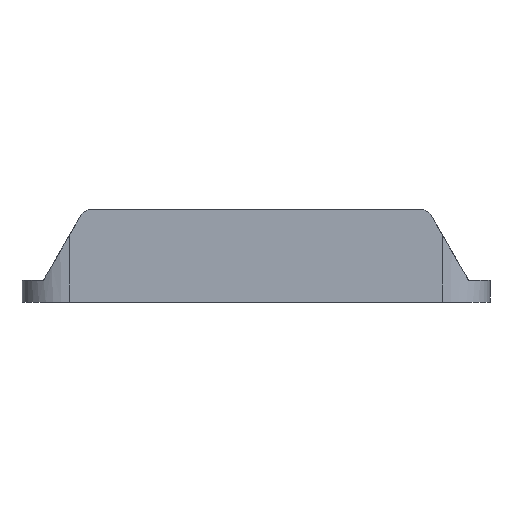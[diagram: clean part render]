
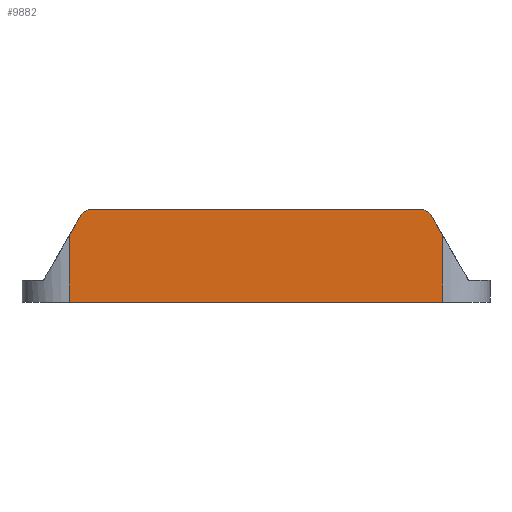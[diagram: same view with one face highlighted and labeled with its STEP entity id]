
A CAD part, left-side view. The second image highlights one B-rep face of the part: STEP entity #9882.
In plain terms, the highlighted planar face has unit normal (-1, 0, 0).
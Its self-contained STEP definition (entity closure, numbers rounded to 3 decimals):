
#314=CIRCLE('',#10398,1.);
#317=CIRCLE('',#10423,1.);
#1082=ORIENTED_EDGE('',*,*,#3249,.F.);
#1083=ORIENTED_EDGE('',*,*,#3259,.T.);
#1084=ORIENTED_EDGE('',*,*,#3140,.F.);
#1085=ORIENTED_EDGE('',*,*,#3197,.T.);
#1086=ORIENTED_EDGE('',*,*,#3224,.F.);
#1087=ORIENTED_EDGE('',*,*,#3261,.T.);
#1088=ORIENTED_EDGE('',*,*,#2925,.T.);
#1089=ORIENTED_EDGE('',*,*,#3262,.F.);
#2925=EDGE_CURVE('',#4058,#4059,#4728,.T.);
#3140=EDGE_CURVE('',#4241,#4242,#4878,.T.);
#3197=EDGE_CURVE('',#4241,#4284,#314,.F.);
#3224=EDGE_CURVE('',#4304,#4284,#4945,.T.);
#3249=EDGE_CURVE('',#4322,#4323,#4963,.T.);
#3259=EDGE_CURVE('',#4322,#4242,#317,.F.);
#3261=EDGE_CURVE('',#4304,#4058,#4969,.T.);
#3262=EDGE_CURVE('',#4323,#4059,#4970,.T.);
#4058=VERTEX_POINT('',#13487);
#4059=VERTEX_POINT('',#13488);
#4241=VERTEX_POINT('',#13911);
#4242=VERTEX_POINT('',#13913);
#4284=VERTEX_POINT('',#14022);
#4304=VERTEX_POINT('',#14071);
#4322=VERTEX_POINT('',#14115);
#4323=VERTEX_POINT('',#14117);
#4728=LINE('',#13486,#5572);
#4878=LINE('',#13912,#5722);
#4945=LINE('',#14072,#5789);
#4963=LINE('',#14116,#5807);
#4969=LINE('',#14139,#5813);
#4970=LINE('',#14140,#5814);
#5572=VECTOR('',#11196,1000.);
#5722=VECTOR('',#11514,1000.);
#5789=VECTOR('',#11641,1000.);
#5807=VECTOR('',#11675,1000.);
#5813=VECTOR('',#11699,1000.);
#5814=VECTOR('',#11700,1000.);
#6320=EDGE_LOOP('',(#1082,#1083,#1084,#1085,#1086,#1087,#1088,#1089));
#6698=FACE_BOUND('',#6320,.T.);
#7058=PLANE('',#10426);
#9882=ADVANCED_FACE('',(#6698),#7058,.F.);
#10398=AXIS2_PLACEMENT_3D('',#14023,#11600,#11601);
#10423=AXIS2_PLACEMENT_3D('',#14135,#11691,#11692);
#10426=AXIS2_PLACEMENT_3D('',#14138,#11697,#11698);
#11196=DIRECTION('',(0.,-1.,0.));
#11514=DIRECTION('',(0.,-1.,0.));
#11600=DIRECTION('',(1.,0.,0.));
#11601=DIRECTION('',(0.,0.,-1.));
#11641=DIRECTION('',(0.,-0.5,0.866));
#11675=DIRECTION('',(0.,-0.5,-0.866));
#11691=DIRECTION('',(1.,0.,0.));
#11692=DIRECTION('',(0.,0.,-1.));
#11697=DIRECTION('',(1.,0.,0.));
#11698=DIRECTION('',(0.,0.,-1.));
#11699=DIRECTION('',(0.,0.,-1.));
#11700=DIRECTION('',(0.,0.,-1.));
#13486=CARTESIAN_POINT('',(-14.9,15.75,0.));
#13487=CARTESIAN_POINT('',(-14.9,15.75,0.));
#13488=CARTESIAN_POINT('',(-14.9,-15.75,0.));
#13911=CARTESIAN_POINT('',(-14.9,13.923,7.8));
#13912=CARTESIAN_POINT('',(-14.9,15.75,7.8));
#13913=CARTESIAN_POINT('',(-14.9,-13.923,7.8));
#14022=CARTESIAN_POINT('',(-14.9,14.789,7.3));
#14023=CARTESIAN_POINT('',(-14.9,13.923,6.8));
#14071=CARTESIAN_POINT('',(-14.9,15.75,5.635));
#14072=CARTESIAN_POINT('',(-14.9,14.813,7.259));
#14115=CARTESIAN_POINT('',(-14.9,-14.789,7.3));
#14116=CARTESIAN_POINT('',(-14.9,-6.937,20.899));
#14117=CARTESIAN_POINT('',(-14.9,-15.75,5.635));
#14135=CARTESIAN_POINT('',(-14.9,-13.923,6.8));
#14138=CARTESIAN_POINT('',(-14.9,15.75,7.8));
#14139=CARTESIAN_POINT('',(-14.9,15.75,7.8));
#14140=CARTESIAN_POINT('',(-14.9,-15.75,7.8));
